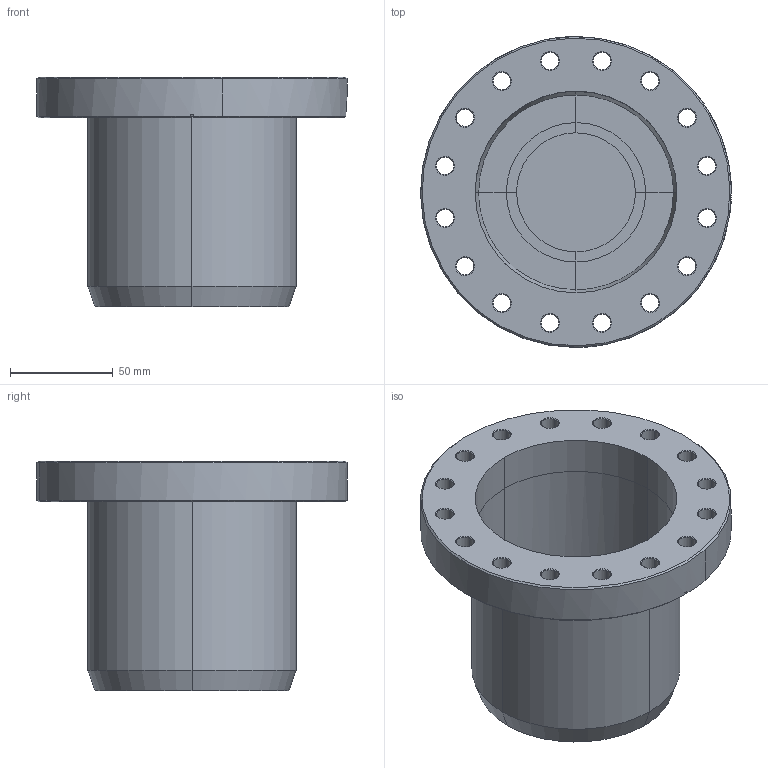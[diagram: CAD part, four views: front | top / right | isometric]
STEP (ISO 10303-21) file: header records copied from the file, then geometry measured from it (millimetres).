
FILE_DESCRIPTION( ( 'STEP AP203' ), '1' );
FILE_NAME( 'reent.stp', ' ', ( ' ' ), ( ' ' ), 'PSStep 22.0.50', ' ', ' ' );
FILE_SCHEMA( ( 'CONFIG_CONTROL_DESIGN' ) );
Length unit declared in the file: inch
Products named in the file (5): 1; 2; 3; 4; 5
Bounding box: 151.64 x 151.63 x 111.96 mm (x, y, z)
Volume: 249848.7 mm3; surface area: 130119.9 mm2
Topology: 4 solids, 6 shells, 191 faces, 447 edges, 262 vertices
Faces by surface type: cone 71, cylinder 52, bspline 46, plane 22
Entity records: 5566 total; most frequent: CARTESIAN_POINT 1344, ORIENTED_EDGE 880, DIRECTION 820, EDGE_CURVE 447, AXIS2_PLACEMENT_3D 338, VERTEX_POINT 262, EDGE_LOOP 225, ADVANCED_FACE 189
